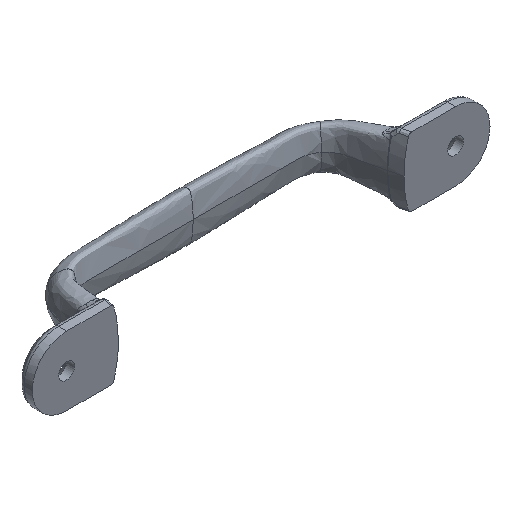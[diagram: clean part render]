
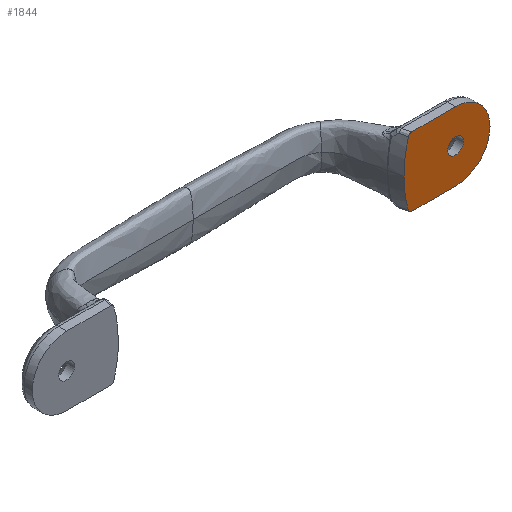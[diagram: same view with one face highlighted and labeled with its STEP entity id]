
A CAD part, isometric view. The second image highlights one B-rep face of the part: STEP entity #1844.
In plain terms, the highlighted planar face has unit normal (0, -1, 0).
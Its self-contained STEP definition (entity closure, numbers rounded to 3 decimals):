
#32=ELLIPSE('',#1891,29.562,25.519);
#33=ELLIPSE('',#1893,29.562,25.519);
#45=PLANE('',#1895);
#93=LINE('',#18804,#145);
#94=LINE('',#18830,#146);
#145=VECTOR('',#2024,12.725);
#146=VECTOR('',#2025,12.725);
#356=B_SPLINE_CURVE_WITH_KNOTS('',3,(#18792,#18793,#18794,#18795,#18796,
#18797,#18798,#18799,#18800,#18801),.UNSPECIFIED.,.F.,.F.,(4,2,2,2,4),(0.,
0.033,0.066,0.099,0.146),
 .UNSPECIFIED.);
#357=B_SPLINE_CURVE_WITH_KNOTS('',3,(#18806,#18807,#18808,#18809,#18810,
#18811,#18812,#18813,#18814,#18815,#18816),.UNSPECIFIED.,.F.,.F.,(4,1,1,
1,1,1,1,1,4),(0.,0.214,0.321,0.429,0.536,
0.643,0.75,0.857,1.),.UNSPECIFIED.);
#358=B_SPLINE_CURVE_WITH_KNOTS('',3,(#18818,#18819,#18820,#18821,#18822,
#18823,#18824,#18825,#18826,#18827,#18828),.UNSPECIFIED.,.F.,.F.,(4,1,1,
1,1,1,1,1,4),(-1.,-0.857,-0.75,-0.643,-0.536,
-0.429,-0.321,-0.214,0.),
 .UNSPECIFIED.);
#359=B_SPLINE_CURVE_WITH_KNOTS('',3,(#18831,#18832,#18833,#18834,#18835,
#18836,#18837,#18838,#18839,#18840),.UNSPECIFIED.,.F.,.F.,(4,2,2,2,4),(-0.146,
-0.099,-0.066,-0.033,0.),
 .UNSPECIFIED.);
#458=FACE_BOUND('',#648,.T.);
#544=FACE_OUTER_BOUND('',#647,.T.);
#647=EDGE_LOOP('',(#1699,#1700,#1701,#1702,#1703,#1704,#1705,#1706));
#648=EDGE_LOOP('',(#1707));
#664=CIRCLE('',#1866,2.3);
#672=VERTEX_POINT('',#2052);
#849=VERTEX_POINT('',#18072);
#850=VERTEX_POINT('',#18074);
#853=VERTEX_POINT('',#18284);
#861=VERTEX_POINT('',#18790);
#862=VERTEX_POINT('',#18803);
#863=VERTEX_POINT('',#18805);
#864=VERTEX_POINT('',#18817);
#865=VERTEX_POINT('',#18829);
#877=EDGE_CURVE('',#672,#672,#664,.T.);
#1125=EDGE_CURVE('',#850,#849,#32,.T.);
#1131=EDGE_CURVE('',#850,#853,#33,.T.);
#1146=EDGE_CURVE('',#849,#861,#356,.T.);
#1147=EDGE_CURVE('',#861,#862,#93,.T.);
#1148=EDGE_CURVE('',#862,#863,#357,.T.);
#1149=EDGE_CURVE('',#863,#864,#358,.T.);
#1150=EDGE_CURVE('',#864,#865,#94,.T.);
#1151=EDGE_CURVE('',#865,#853,#359,.T.);
#1699=ORIENTED_EDGE('',*,*,#1147,.T.);
#1700=ORIENTED_EDGE('',*,*,#1148,.T.);
#1701=ORIENTED_EDGE('',*,*,#1149,.T.);
#1702=ORIENTED_EDGE('',*,*,#1150,.T.);
#1703=ORIENTED_EDGE('',*,*,#1151,.T.);
#1704=ORIENTED_EDGE('',*,*,#1131,.F.);
#1705=ORIENTED_EDGE('',*,*,#1125,.T.);
#1706=ORIENTED_EDGE('',*,*,#1146,.T.);
#1707=ORIENTED_EDGE('',*,*,#877,.T.);
#1844=ADVANCED_FACE('',(#544,#458),#45,.T.);
#1866=AXIS2_PLACEMENT_3D('',#2053,#1919,#1920);
#1891=AXIS2_PLACEMENT_3D('',#18075,#2006,#2007);
#1893=AXIS2_PLACEMENT_3D('',#18285,#2014,#2015);
#1895=AXIS2_PLACEMENT_3D('',#18802,#2022,#2023);
#1919=DIRECTION('center_axis',(0.,1.,0.));
#1920=DIRECTION('ref_axis',(1.,0.,0.001));
#2006=DIRECTION('center_axis',(0.,-1.,0.));
#2007=DIRECTION('ref_axis',(0.166,0.,-0.986));
#2014=DIRECTION('center_axis',(0.,1.,0.));
#2015=DIRECTION('ref_axis',(0.166,0.,0.986));
#2022=DIRECTION('center_axis',(0.,-1.,0.));
#2023=DIRECTION('ref_axis',(0.,0.,-1.));
#2024=DIRECTION('',(1.,0.,0.));
#2025=DIRECTION('',(-1.,0.,0.));
#2052=CARTESIAN_POINT('',(504.2,-76.5,0.122));
#2053=CARTESIAN_POINT('Origin',(506.5,-76.5,0.124));
#18072=CARTESIAN_POINT('',(492.784,-76.5,-9.265));
#18074=CARTESIAN_POINT('',(491.5,-76.5,0.));
#18075=CARTESIAN_POINT('Origin',(517.139,-76.5,-1.424));
#18284=CARTESIAN_POINT('',(492.784,-76.5,9.265));
#18285=CARTESIAN_POINT('Origin',(517.139,-76.5,1.424));
#18790=CARTESIAN_POINT('',(493.775,-76.5,-10.));
#18792=CARTESIAN_POINT('Ctrl Pts',(492.784,-76.5,-9.265));
#18793=CARTESIAN_POINT('Ctrl Pts',(492.814,-76.5,-9.371));
#18794=CARTESIAN_POINT('Ctrl Pts',(492.862,-76.5,-9.471));
#18795=CARTESIAN_POINT('Ctrl Pts',(492.988,-76.5,-9.652));
#18796=CARTESIAN_POINT('Ctrl Pts',(493.066,-76.5,-9.732));
#18797=CARTESIAN_POINT('Ctrl Pts',(493.244,-76.5,-9.863));
#18798=CARTESIAN_POINT('Ctrl Pts',(493.344,-76.5,-9.914));
#18799=CARTESIAN_POINT('Ctrl Pts',(493.598,-76.5,-9.997));
#18800=CARTESIAN_POINT('Ctrl Pts',(493.682,-76.5,-10.));
#18801=CARTESIAN_POINT('Ctrl Pts',(493.775,-76.5,-10.));
#18802=CARTESIAN_POINT('Origin',(491.35,-76.5,10.));
#18803=CARTESIAN_POINT('',(506.5,-76.5,-10.));
#18804=CARTESIAN_POINT('',(504.,-76.5,-10.));
#18805=CARTESIAN_POINT('',(516.5,-76.5,0.));
#18806=CARTESIAN_POINT('Ctrl Pts',(506.5,-76.5,-10.));
#18807=CARTESIAN_POINT('Ctrl Pts',(507.622,-76.5,-10.));
#18808=CARTESIAN_POINT('Ctrl Pts',(509.305,-76.5,-9.713));
#18809=CARTESIAN_POINT('Ctrl Pts',(511.36,-76.5,-8.794));
#18810=CARTESIAN_POINT('Ctrl Pts',(512.764,-76.5,-7.855));
#18811=CARTESIAN_POINT('Ctrl Pts',(513.992,-76.5,-6.695));
#18812=CARTESIAN_POINT('Ctrl Pts',(515.007,-76.5,-5.345));
#18813=CARTESIAN_POINT('Ctrl Pts',(515.782,-76.5,-3.845));
#18814=CARTESIAN_POINT('Ctrl Pts',(516.352,-76.5,-2.057));
#18815=CARTESIAN_POINT('Ctrl Pts',(516.5,-76.5,-0.748));
#18816=CARTESIAN_POINT('Ctrl Pts',(516.5,-76.5,0.));
#18817=CARTESIAN_POINT('',(506.5,-76.5,10.));
#18818=CARTESIAN_POINT('Ctrl Pts',(516.5,-76.5,0.));
#18819=CARTESIAN_POINT('Ctrl Pts',(516.5,-76.5,0.748));
#18820=CARTESIAN_POINT('Ctrl Pts',(516.352,-76.5,2.057));
#18821=CARTESIAN_POINT('Ctrl Pts',(515.782,-76.5,3.845));
#18822=CARTESIAN_POINT('Ctrl Pts',(515.007,-76.5,5.345));
#18823=CARTESIAN_POINT('Ctrl Pts',(513.992,-76.5,6.695));
#18824=CARTESIAN_POINT('Ctrl Pts',(512.764,-76.5,7.855));
#18825=CARTESIAN_POINT('Ctrl Pts',(511.36,-76.5,8.794));
#18826=CARTESIAN_POINT('Ctrl Pts',(509.305,-76.5,9.713));
#18827=CARTESIAN_POINT('Ctrl Pts',(507.622,-76.5,10.));
#18828=CARTESIAN_POINT('Ctrl Pts',(506.5,-76.5,10.));
#18829=CARTESIAN_POINT('',(493.775,-76.5,10.));
#18830=CARTESIAN_POINT('',(504.,-76.5,10.));
#18831=CARTESIAN_POINT('Ctrl Pts',(493.775,-76.5,10.));
#18832=CARTESIAN_POINT('Ctrl Pts',(493.682,-76.5,10.));
#18833=CARTESIAN_POINT('Ctrl Pts',(493.598,-76.5,9.997));
#18834=CARTESIAN_POINT('Ctrl Pts',(493.345,-76.5,9.914));
#18835=CARTESIAN_POINT('Ctrl Pts',(493.245,-76.5,9.863));
#18836=CARTESIAN_POINT('Ctrl Pts',(493.066,-76.5,9.732));
#18837=CARTESIAN_POINT('Ctrl Pts',(492.989,-76.5,9.653));
#18838=CARTESIAN_POINT('Ctrl Pts',(492.862,-76.5,9.471));
#18839=CARTESIAN_POINT('Ctrl Pts',(492.814,-76.5,9.371));
#18840=CARTESIAN_POINT('Ctrl Pts',(492.784,-76.5,9.265));
